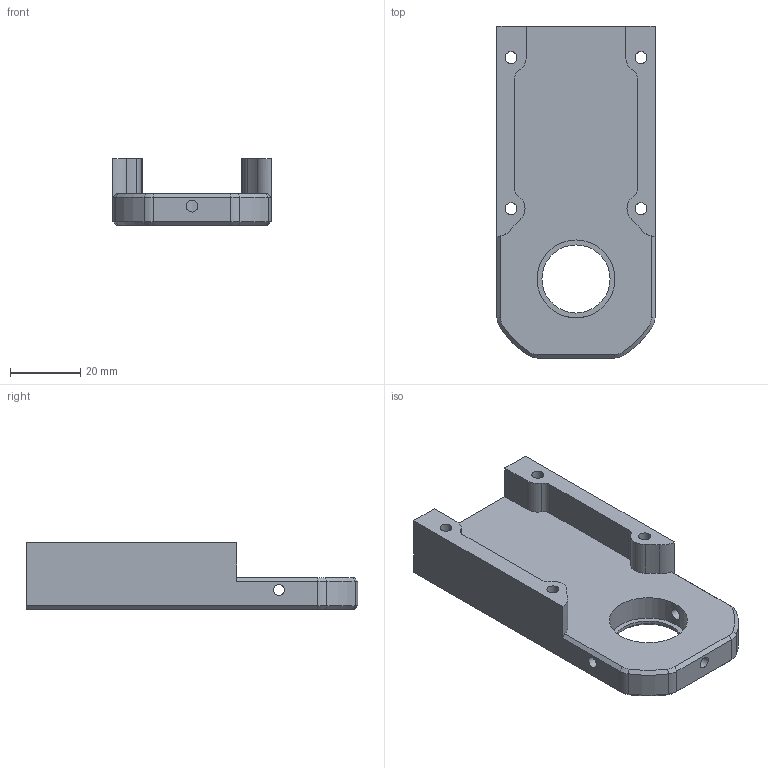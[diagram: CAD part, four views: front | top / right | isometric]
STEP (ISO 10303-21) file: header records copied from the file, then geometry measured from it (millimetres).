
FILE_DESCRIPTION(('FreeCAD Model'),'2;1');
FILE_NAME('Open CASCADE Shape Model','2025-06-02T05:09:49',('FreeCAD'),( 'FreeCAD'),'Open CASCADE STEP processor 7.7','FreeCAD','Unknown');
FILE_SCHEMA(('AUTOMOTIVE_DESIGN { 1 0 10303 214 1 1 1 1 }'));
Length unit declared in the file: millimetre
Products named in the file (1): Open CASCADE STEP translator 7.7 8
Bounding box: 45 x 94.5 x 19 mm (x, y, z)
Volume: 39761.5 mm3; surface area: 14490.3 mm2
Topology: 1 solids, 1 shells, 115 faces, 297 edges, 186 vertices
Faces by surface type: plane 69, cylinder 33, cone 13
Full cylindrical faces by diameter (mm): 3.2 x2, 3.4 x5, 4.4 x2, 5.5 x4, 19.4 x1, 22.2 x1
Entity records: 3670 total; most frequent: CARTESIAN_POINT 752, DIRECTION 629, ORIENTED_EDGE 594, EDGE_CURVE 297, AXIS2_PLACEMENT_3D 224, VERTEX_POINT 186, LINE 181, VECTOR 181
